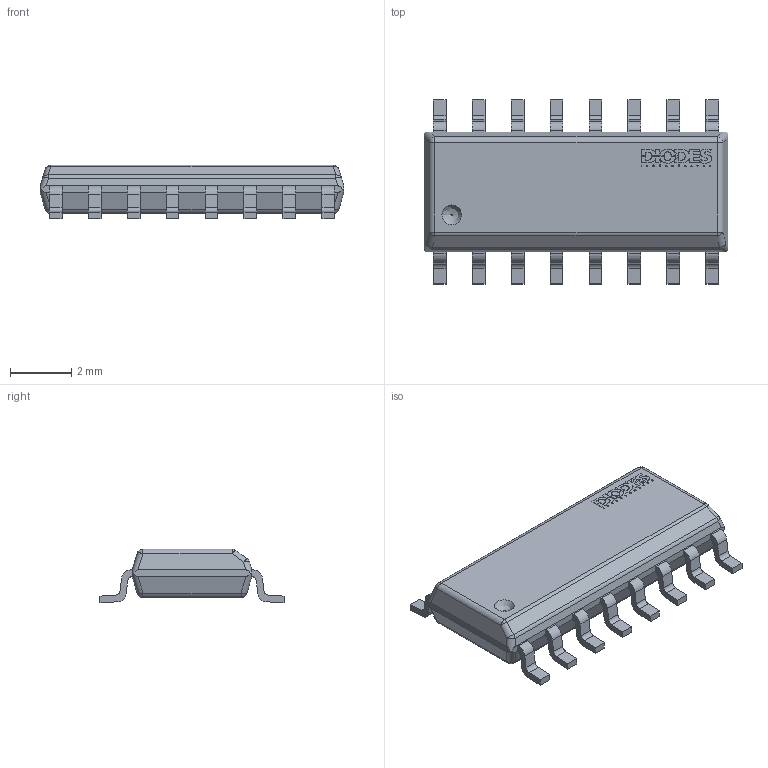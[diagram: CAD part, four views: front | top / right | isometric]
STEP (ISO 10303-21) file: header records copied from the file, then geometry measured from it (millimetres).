
FILE_DESCRIPTION(/* description */ (''),/* implementation_level */ '2;1');
FILE_NAME(/* name */ '1.stp',/* time_stamp */ '2020-03-11T14:41:32+02:00',/* author */ ('Karem'),/* organization */ (''),/* preprocessor_version */ 'ST-DEVELOPER v15.6',/* originating_system */ 'Autodesk Inventor 2015',/* authorisation */ '');
FILE_SCHEMA (('AUTOMOTIVE_DESIGN { 1 0 10303 214 3 1 1 }'));
Length unit declared in the file: millimetre
Products named in the file (4): 1; 3; Diod Logo
Bounding box: 9.9 x 6 x 1.75 mm (x, y, z)
Volume: 58.9 mm3; surface area: 148 mm2
Topology: 33 solids, 33 shells, 618 faces, 1624 edges, 1073 vertices
Faces by surface type: plane 343, bspline 180, cylinder 85, sphere 10
Entity records: 19530 total; most frequent: CARTESIAN_POINT 5233, ORIENTED_EDGE 3248, DIRECTION 2340, EDGE_CURVE 1624, LINE 1080, VECTOR 1080, VERTEX_POINT 1073, EDGE_LOOP 633
